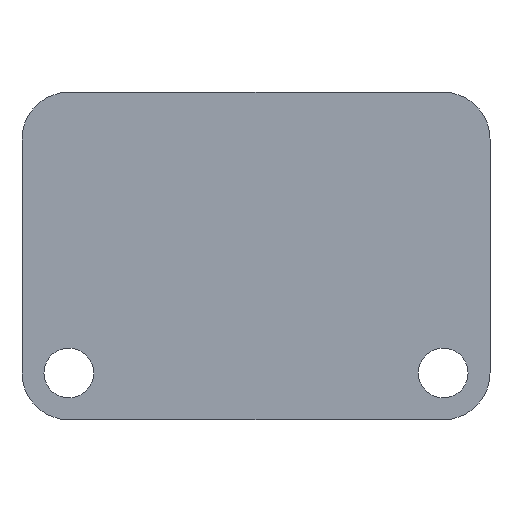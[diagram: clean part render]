
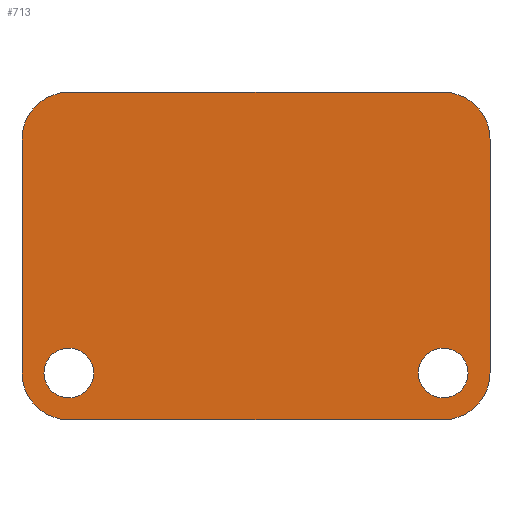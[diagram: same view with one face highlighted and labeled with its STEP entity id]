
A CAD part, front view. The second image highlights one B-rep face of the part: STEP entity #713.
In plain terms, the highlighted planar face has unit normal (0, -1, 0).
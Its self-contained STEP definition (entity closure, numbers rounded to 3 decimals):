
#4 = VERTEX_POINT ( 'NONE', #844 ) ;
#8 = DIRECTION ( 'NONE',  ( 0., 0., 1. ) ) ;
#17 = DIRECTION ( 'NONE',  ( 0., 0., -1. ) ) ;
#18 = CIRCLE ( 'NONE', #136, 2.54 ) ;
#32 = EDGE_CURVE ( 'NONE', #62, #345, #625, .T. ) ;
#38 = VERTEX_POINT ( 'NONE', #231 ) ;
#39 = CIRCLE ( 'NONE', #76, 2.54 ) ;
#44 = CARTESIAN_POINT ( 'NONE',  ( -10.16, 0., -6.35 ) ) ;
#47 = CARTESIAN_POINT ( 'NONE',  ( 10.16, 0., -6.35 ) ) ;
#56 = VERTEX_POINT ( 'NONE', #132 ) ;
#62 = VERTEX_POINT ( 'NONE', #857 ) ;
#65 = CARTESIAN_POINT ( 'NONE',  ( -12.7, 0., 6.35 ) ) ;
#69 = EDGE_LOOP ( 'NONE', ( #680, #353 ) ) ;
#76 = AXIS2_PLACEMENT_3D ( 'NONE', #370, #290, #685 ) ;
#92 = AXIS2_PLACEMENT_3D ( 'NONE', #186, #812, #8 ) ;
#107 = VERTEX_POINT ( 'NONE', #301 ) ;
#121 = EDGE_LOOP ( 'NONE', ( #318, #781 ) ) ;
#130 = CARTESIAN_POINT ( 'NONE',  ( -10.16, 0., -6.35 ) ) ;
#132 = CARTESIAN_POINT ( 'NONE',  ( 12.7, 0., -6.35 ) ) ;
#136 = AXIS2_PLACEMENT_3D ( 'NONE', #525, #1041, #456 ) ;
#141 = VERTEX_POINT ( 'NONE', #549 ) ;
#154 = EDGE_LOOP ( 'NONE', ( #195, #998, #1030, #662, #242, #1039, #501, #646 ) ) ;
#173 = FACE_BOUND ( 'NONE', #121, .T. ) ;
#186 = CARTESIAN_POINT ( 'NONE',  ( 0., 0., 0. ) ) ;
#187 = AXIS2_PLACEMENT_3D ( 'NONE', #725, #491, #734 ) ;
#195 = ORIENTED_EDGE ( 'NONE', *, *, #32, .F. ) ;
#211 = CARTESIAN_POINT ( 'NONE',  ( -12.7, 0., 8.89 ) ) ;
#213 = DIRECTION ( 'NONE',  ( 0., 0., 1. ) ) ;
#231 = CARTESIAN_POINT ( 'NONE',  ( 10.16, 0., 8.89 ) ) ;
#242 = ORIENTED_EDGE ( 'NONE', *, *, #374, .F. ) ;
#243 = AXIS2_PLACEMENT_3D ( 'NONE', #618, #400, #861 ) ;
#255 = FACE_BOUND ( 'NONE', #69, .T. ) ;
#269 = PLANE ( 'NONE',  #92 ) ;
#276 = CIRCLE ( 'NONE', #1008, 1.35 ) ;
#279 = DIRECTION ( 'NONE',  ( -1., 0., 0. ) ) ;
#287 = VECTOR ( 'NONE', #790, 1000. ) ;
#290 = DIRECTION ( 'NONE',  ( 0., -1., 0. ) ) ;
#301 = CARTESIAN_POINT ( 'NONE',  ( 10.16, 0., -5. ) ) ;
#318 = ORIENTED_EDGE ( 'NONE', *, *, #354, .T. ) ;
#340 = FACE_OUTER_BOUND ( 'NONE', #154, .T. ) ;
#343 = EDGE_CURVE ( 'NONE', #426, #56, #18, .T. ) ;
#345 = VERTEX_POINT ( 'NONE', #65 ) ;
#353 = ORIENTED_EDGE ( 'NONE', *, *, #539, .T. ) ;
#354 = EDGE_CURVE ( 'NONE', #412, #107, #853, .T. ) ;
#370 = CARTESIAN_POINT ( 'NONE',  ( 10.16, 0., 6.35 ) ) ;
#374 = EDGE_CURVE ( 'NONE', #420, #56, #413, .T. ) ;
#400 = DIRECTION ( 'NONE',  ( 0., 1., 0. ) ) ;
#412 = VERTEX_POINT ( 'NONE', #557 ) ;
#413 = LINE ( 'NONE', #978, #766 ) ;
#420 = VERTEX_POINT ( 'NONE', #647 ) ;
#426 = VERTEX_POINT ( 'NONE', #969 ) ;
#448 = CIRCLE ( 'NONE', #243, 1.35 ) ;
#454 = VERTEX_POINT ( 'NONE', #842 ) ;
#456 = DIRECTION ( 'NONE',  ( 0., 0., 1. ) ) ;
#457 = DIRECTION ( 'NONE',  ( 0., 0., 1. ) ) ;
#476 = DIRECTION ( 'NONE',  ( 0., 0., 1. ) ) ;
#481 = EDGE_CURVE ( 'NONE', #141, #4, #783, .T. ) ;
#491 = DIRECTION ( 'NONE',  ( 0., -1., 0. ) ) ;
#496 = VECTOR ( 'NONE', #279, 1000. ) ;
#501 = ORIENTED_EDGE ( 'NONE', *, *, #628, .F. ) ;
#502 = EDGE_CURVE ( 'NONE', #62, #977, #971, .T. ) ;
#508 = DIRECTION ( 'NONE',  ( 0., 1., 0. ) ) ;
#512 = DIRECTION ( 'NONE',  ( 0., 0., 1. ) ) ;
#525 = CARTESIAN_POINT ( 'NONE',  ( 10.16, 0., -6.35 ) ) ;
#539 = EDGE_CURVE ( 'NONE', #4, #141, #448, .T. ) ;
#549 = CARTESIAN_POINT ( 'NONE',  ( -10.16, 0., -7.7 ) ) ;
#557 = CARTESIAN_POINT ( 'NONE',  ( 10.16, 0., -7.7 ) ) ;
#605 = CARTESIAN_POINT ( 'NONE',  ( -10.16, 0., -8.89 ) ) ;
#618 = CARTESIAN_POINT ( 'NONE',  ( -10.16, 0., -6.35 ) ) ;
#625 = LINE ( 'NONE', #211, #799 ) ;
#628 = EDGE_CURVE ( 'NONE', #454, #38, #1032, .T. ) ;
#646 = ORIENTED_EDGE ( 'NONE', *, *, #675, .T. ) ;
#647 = CARTESIAN_POINT ( 'NONE',  ( 12.7, 0., 6.35 ) ) ;
#652 = CIRCLE ( 'NONE', #187, 2.54 ) ;
#655 = DIRECTION ( 'NONE',  ( 0., 1., 0. ) ) ;
#662 = ORIENTED_EDGE ( 'NONE', *, *, #343, .T. ) ;
#675 = EDGE_CURVE ( 'NONE', #454, #345, #652, .T. ) ;
#677 = DIRECTION ( 'NONE',  ( 0., 0., 1. ) ) ;
#680 = ORIENTED_EDGE ( 'NONE', *, *, #481, .T. ) ;
#685 = DIRECTION ( 'NONE',  ( 0., 0., 1. ) ) ;
#713 = ADVANCED_FACE ( 'NONE', ( #340, #255, #173 ), #269, .F. ) ;
#725 = CARTESIAN_POINT ( 'NONE',  ( -10.16, 0., 6.35 ) ) ;
#734 = DIRECTION ( 'NONE',  ( 0., 0., 1. ) ) ;
#740 = AXIS2_PLACEMENT_3D ( 'NONE', #130, #751, #677 ) ;
#751 = DIRECTION ( 'NONE',  ( 0., -1., 0. ) ) ;
#766 = VECTOR ( 'NONE', #17, 1000. ) ;
#768 = AXIS2_PLACEMENT_3D ( 'NONE', #885, #655, #476 ) ;
#781 = ORIENTED_EDGE ( 'NONE', *, *, #954, .T. ) ;
#783 = CIRCLE ( 'NONE', #820, 1.35 ) ;
#790 = DIRECTION ( 'NONE',  ( 1., 0., 0. ) ) ;
#797 = EDGE_CURVE ( 'NONE', #426, #977, #993, .T. ) ;
#799 = VECTOR ( 'NONE', #457, 1000. ) ;
#812 = DIRECTION ( 'NONE',  ( 0., 1., 0. ) ) ;
#819 = CARTESIAN_POINT ( 'NONE',  ( 12.7, 0., -8.89 ) ) ;
#820 = AXIS2_PLACEMENT_3D ( 'NONE', #44, #923, #213 ) ;
#842 = CARTESIAN_POINT ( 'NONE',  ( -10.16, 0., 8.89 ) ) ;
#844 = CARTESIAN_POINT ( 'NONE',  ( -10.16, 0., -5. ) ) ;
#853 = CIRCLE ( 'NONE', #768, 1.35 ) ;
#857 = CARTESIAN_POINT ( 'NONE',  ( -12.7, 0., -6.35 ) ) ;
#861 = DIRECTION ( 'NONE',  ( 0., 0., 1. ) ) ;
#885 = CARTESIAN_POINT ( 'NONE',  ( 10.16, 0., -6.35 ) ) ;
#923 = DIRECTION ( 'NONE',  ( 0., 1., 0. ) ) ;
#948 = CARTESIAN_POINT ( 'NONE',  ( 12.7, 0., 8.89 ) ) ;
#954 = EDGE_CURVE ( 'NONE', #107, #412, #276, .T. ) ;
#969 = CARTESIAN_POINT ( 'NONE',  ( 10.16, 0., -8.89 ) ) ;
#971 = CIRCLE ( 'NONE', #740, 2.54 ) ;
#977 = VERTEX_POINT ( 'NONE', #605 ) ;
#978 = CARTESIAN_POINT ( 'NONE',  ( 12.7, 0., 8.89 ) ) ;
#993 = LINE ( 'NONE', #819, #496 ) ;
#998 = ORIENTED_EDGE ( 'NONE', *, *, #502, .T. ) ;
#1006 = EDGE_CURVE ( 'NONE', #420, #38, #39, .T. ) ;
#1008 = AXIS2_PLACEMENT_3D ( 'NONE', #47, #508, #512 ) ;
#1030 = ORIENTED_EDGE ( 'NONE', *, *, #797, .F. ) ;
#1032 = LINE ( 'NONE', #948, #287 ) ;
#1039 = ORIENTED_EDGE ( 'NONE', *, *, #1006, .T. ) ;
#1041 = DIRECTION ( 'NONE',  ( 0., -1., 0. ) ) ;
